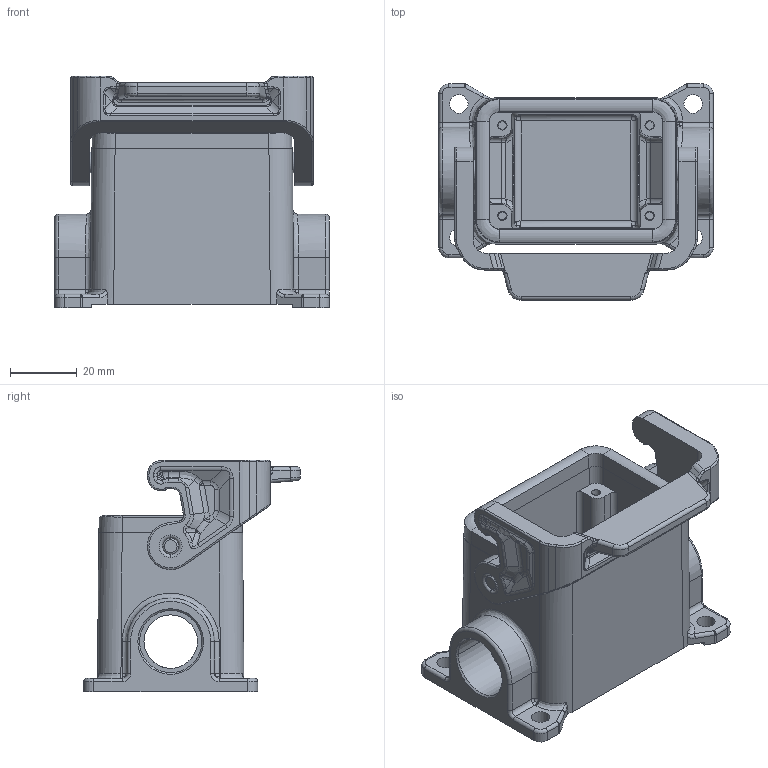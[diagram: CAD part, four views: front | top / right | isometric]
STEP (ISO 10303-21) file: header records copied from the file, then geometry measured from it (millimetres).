
FILE_DESCRIPTION(('Creo Elements/Direct Modeling STEP Export'),'2;1');
FILE_NAME('0ln7uvk5tno3hq8968','2023-11-15T16:14:14',(''),(''),'Creo Elements/Direct Modeling STEP processor for AP214 (Solid Model)','Creo Elements/Direct Modeling 20.1B 02-Apr-2019 (C) Parametric Technology GmbH','');
FILE_SCHEMA(('AUTOMOTIVE_DESIGN { 1 0 10303 214 1 1 1 1 }'));
Products named in the file (2): JMPP 06 L220
Assembly tree (1 placements, depth 2):
  JMPP 06 L220
    JMPP 06 L220
Bounding box: 82 x 64.75 x 69.2 mm (x, y, z)
Volume: 77449.2 mm3; surface area: 35224.8 mm2
Topology: 1 solids, 1 shells, 564 faces, 1369 edges, 819 vertices
Faces by surface type: cylinder 196, bspline 182, plane 118, torus 48, cone 20
Entity records: 49025 total; most frequent: CARTESIAN_POINT 33305, ORIENTED_EDGE 2734, DIRECTION 1763, EDGE_CURVE 1367, VERTEX_POINT 819, AXIS2_PLACEMENT_3D 647, EDGE_LOOP 592, COLOUR_RGB 565
